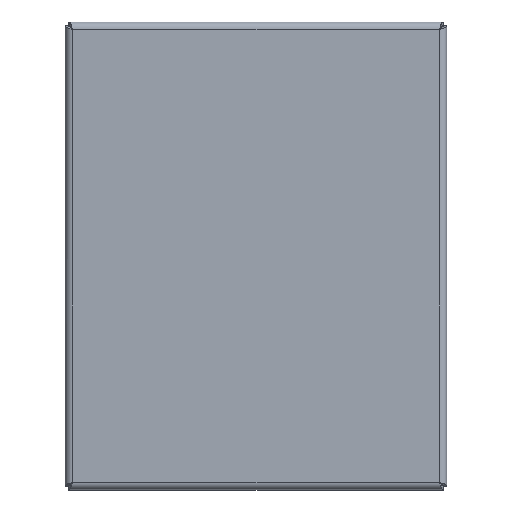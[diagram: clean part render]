
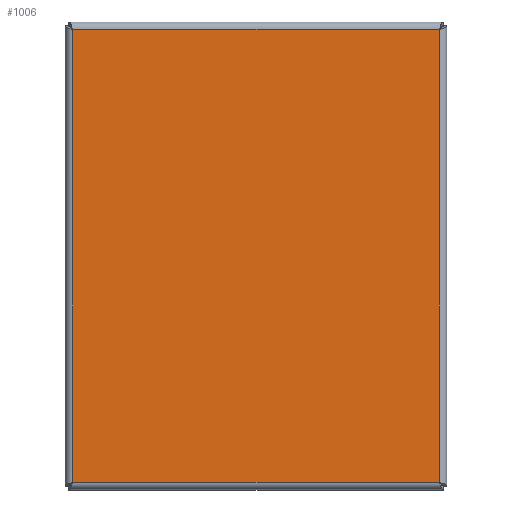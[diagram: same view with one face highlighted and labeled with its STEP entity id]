
A CAD part, top view. The second image highlights one B-rep face of the part: STEP entity #1006.
In plain terms, the highlighted planar face has unit normal (0, 0, 1).
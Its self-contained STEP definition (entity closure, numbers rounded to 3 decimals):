
#83=LINE('',#1569,#180);
#87=LINE('',#1590,#184);
#90=LINE('',#1617,#187);
#110=LINE('',#1726,#207);
#180=VECTOR('',#1162,10.);
#184=VECTOR('',#1172,10.);
#187=VECTOR('',#1179,10.);
#207=VECTOR('',#1213,10.);
#300=FACE_OUTER_BOUND('',#354,.T.);
#354=EDGE_LOOP('',(#790,#791,#792,#793));
#424=VERTEX_POINT('',#1473);
#425=VERTEX_POINT('',#1502);
#431=VERTEX_POINT('',#1561);
#435=VERTEX_POINT('',#1616);
#521=EDGE_CURVE('',#424,#431,#83,.T.);
#527=EDGE_CURVE('',#425,#424,#87,.T.);
#530=EDGE_CURVE('',#435,#425,#90,.T.);
#555=EDGE_CURVE('',#431,#435,#110,.T.);
#790=ORIENTED_EDGE('',*,*,#527,.T.);
#791=ORIENTED_EDGE('',*,*,#521,.T.);
#792=ORIENTED_EDGE('',*,*,#555,.T.);
#793=ORIENTED_EDGE('',*,*,#530,.T.);
#905=PLANE('',#1074);
#1006=ADVANCED_FACE('',(#300),#905,.F.);
#1074=AXIS2_PLACEMENT_3D('',#1823,#1251,#1252);
#1162=DIRECTION('',(0.,1.,0.));
#1172=DIRECTION('',(1.,0.,0.));
#1179=DIRECTION('',(0.,-1.,0.));
#1213=DIRECTION('',(-1.,0.,0.));
#1251=DIRECTION('center_axis',(0.,0.,
-1.));
#1252=DIRECTION('ref_axis',(1.,0.,0.));
#1473=CARTESIAN_POINT('',(98.,-121.,55.));
#1502=CARTESIAN_POINT('',(-98.,-121.,55.));
#1561=CARTESIAN_POINT('',(98.,121.,55.));
#1569=CARTESIAN_POINT('',(98.,-61.5,55.));
#1590=CARTESIAN_POINT('',(-49.,-121.,55.));
#1616=CARTESIAN_POINT('',(-98.,121.,55.));
#1617=CARTESIAN_POINT('',(-98.,60.5,55.));
#1726=CARTESIAN_POINT('',(49.,121.,55.));
#1823=CARTESIAN_POINT('Origin',(0.,0.,
55.));
